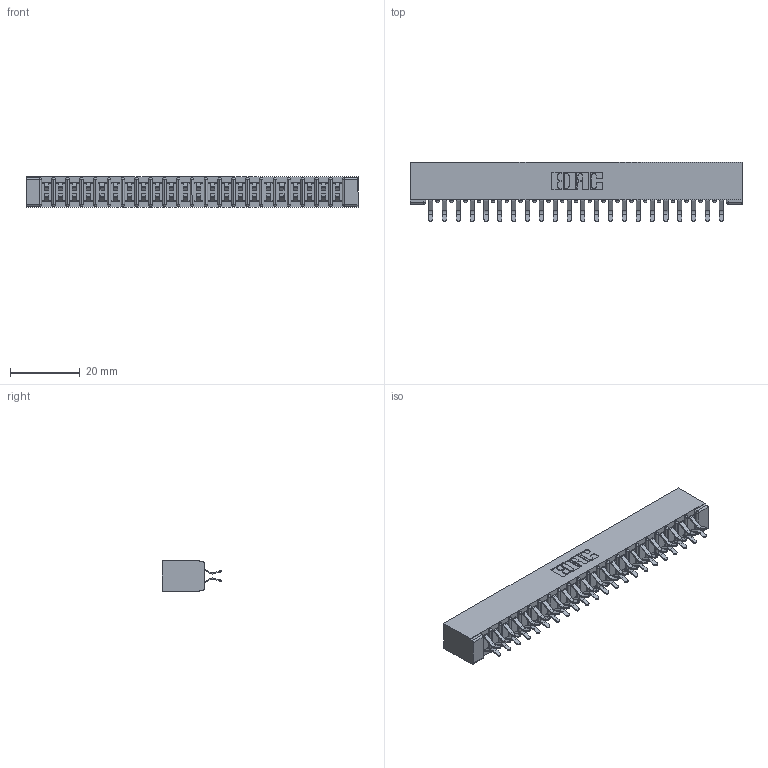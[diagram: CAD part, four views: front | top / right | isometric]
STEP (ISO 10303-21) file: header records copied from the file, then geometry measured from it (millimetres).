
FILE_DESCRIPTION (( 'STEP AP203' ), '1' );
FILE_NAME ('357-044-556-201.STEP', '2018-08-11T12:27:42', ( '' ), ( '' ), 'SwSTEP 2.0', 'SolidWorks 2016', '' );
FILE_SCHEMA (( 'CONFIG_CONTROL_DESIGN' ));
Length unit declared in the file: inch
Products named in the file (3): 307 Part_No Mounting Lugs; 307-290-001_556; 357-044-556-201
Assembly tree (45 placements, depth 2):
  357-044-556-201
    307 Part_No Mounting Lugs
    307-290-001_556  x44
Bounding box: 95.05 x 16.97 x 8.71 mm (x, y, z)
Volume: 6442.2 mm3; surface area: 11805.2 mm2
Topology: 45 solids, 45 shells, 2333 faces, 6547 edges, 4242 vertices
Faces by surface type: plane 1518, cylinder 769, sphere 46
Entity records: 21856 total; most frequent: CARTESIAN_POINT 3578, ORIENTED_EDGE 3542, DIRECTION 3513, EDGE_CURVE 1771, VECTOR 1351, LINE 1351, VERTEX_POINT 1146, AXIS2_PLACEMENT_3D 1081
